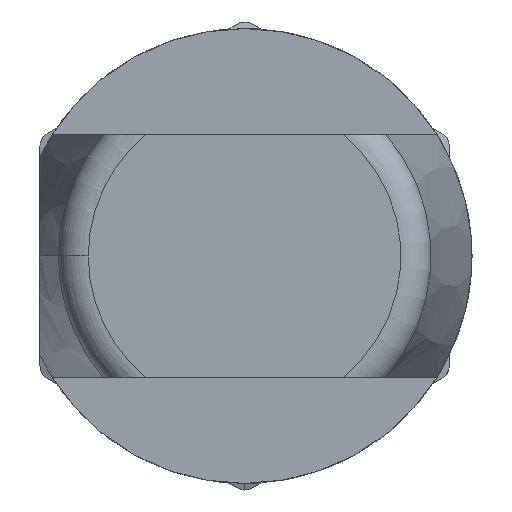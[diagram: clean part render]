
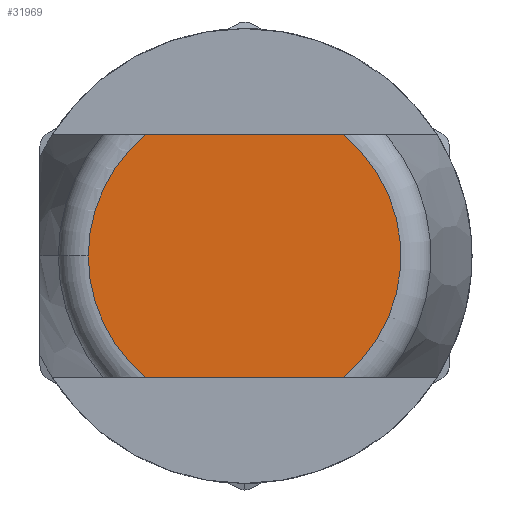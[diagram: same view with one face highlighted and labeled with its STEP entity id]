
A CAD part, left-side view. The second image highlights one B-rep face of the part: STEP entity #31969.
In plain terms, the highlighted planar face has unit normal (-1, 0, 0).
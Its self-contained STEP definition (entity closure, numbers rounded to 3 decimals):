
#363 = FACE_OUTER_BOUND ( 'NONE', #32775, .T. ) ;
#624 = ORIENTED_EDGE ( 'NONE', *, *, #30263, .F. ) ;
#1307 = CARTESIAN_POINT ( 'NONE',  ( -42., -6.504, 8. ) ) ;
#1329 = DIRECTION ( 'NONE',  ( 0., -1., 0. ) ) ;
#1780 = LINE ( 'NONE', #16756, #5632 ) ;
#4610 = DIRECTION ( 'NONE',  ( 1., 0., 0. ) ) ;
#4720 = EDGE_CURVE ( 'NONE', #29698, #27560, #11666, .T. ) ;
#4747 = ORIENTED_EDGE ( 'NONE', *, *, #12930, .F. ) ;
#5114 = CIRCLE ( 'NONE', #25838, 10.31 ) ;
#5632 = VECTOR ( 'NONE', #9419, 1000. ) ;
#6266 = DIRECTION ( 'NONE',  ( 0., 1., 0. ) ) ;
#6471 = DIRECTION ( 'NONE',  ( 1., 0., 0. ) ) ;
#6587 = DIRECTION ( 'NONE',  ( 0., 1., 0. ) ) ;
#9146 = CARTESIAN_POINT ( 'NONE',  ( -42., -15., 8. ) ) ;
#9189 = CIRCLE ( 'NONE', #32017, 10.31 ) ;
#9419 = DIRECTION ( 'NONE',  ( 0., 1., 0. ) ) ;
#9843 = EDGE_CURVE ( 'NONE', #29878, #30701, #18242, .T. ) ;
#11421 = ORIENTED_EDGE ( 'NONE', *, *, #12811, .F. ) ;
#11666 = LINE ( 'NONE', #9146, #17582 ) ;
#12811 = EDGE_CURVE ( 'NONE', #29110, #29878, #1780, .T. ) ;
#12930 = EDGE_CURVE ( 'NONE', #29698, #29110, #5114, .T. ) ;
#13925 = DIRECTION ( 'NONE',  ( 1., 0., 0. ) ) ;
#14122 = CARTESIAN_POINT ( 'NONE',  ( -42., 10.31, 0. ) ) ;
#14320 = DIRECTION ( 'NONE',  ( 0., 1., 0. ) ) ;
#16106 = CARTESIAN_POINT ( 'NONE',  ( -42., 0., 0. ) ) ;
#16756 = CARTESIAN_POINT ( 'NONE',  ( -42., -15., -8. ) ) ;
#17582 = VECTOR ( 'NONE', #14320, 1000. ) ;
#18242 = CIRCLE ( 'NONE', #22479, 10.31 ) ;
#19480 = DIRECTION ( 'NONE',  ( 0., 1., 0. ) ) ;
#20370 = CARTESIAN_POINT ( 'NONE',  ( -42., 6.504, 8. ) ) ;
#22479 = AXIS2_PLACEMENT_3D ( 'NONE', #16106, #13925, #6266 ) ;
#24105 = DIRECTION ( 'NONE',  ( -1., 0., 0. ) ) ;
#25204 = ORIENTED_EDGE ( 'NONE', *, *, #4720, .T. ) ;
#25838 = AXIS2_PLACEMENT_3D ( 'NONE', #27202, #4610, #6587 ) ;
#27202 = CARTESIAN_POINT ( 'NONE',  ( -42., 0., 0. ) ) ;
#27560 = VERTEX_POINT ( 'NONE', #20370 ) ;
#29110 = VERTEX_POINT ( 'NONE', #29501 ) ;
#29501 = CARTESIAN_POINT ( 'NONE',  ( -42., -6.504, -8. ) ) ;
#29546 = CARTESIAN_POINT ( 'NONE',  ( -42., 6.504, -8. ) ) ;
#29698 = VERTEX_POINT ( 'NONE', #1307 ) ;
#29878 = VERTEX_POINT ( 'NONE', #29546 ) ;
#30263 = EDGE_CURVE ( 'NONE', #30701, #27560, #9189, .T. ) ;
#30701 = VERTEX_POINT ( 'NONE', #31836 ) ;
#30751 = PLANE ( 'NONE',  #32569 ) ;
#31836 = CARTESIAN_POINT ( 'NONE',  ( -42., 10.31, 0. ) ) ;
#31969 = ADVANCED_FACE ( 'NONE', ( #363 ), #30751, .T. ) ;
#32017 = AXIS2_PLACEMENT_3D ( 'NONE', #32083, #6471, #19480 ) ;
#32083 = CARTESIAN_POINT ( 'NONE',  ( -42., 0., 0. ) ) ;
#32297 = ORIENTED_EDGE ( 'NONE', *, *, #9843, .F. ) ;
#32569 = AXIS2_PLACEMENT_3D ( 'NONE', #14122, #24105, #1329 ) ;
#32775 = EDGE_LOOP ( 'NONE', ( #25204, #624, #32297, #11421, #4747 ) ) ;
